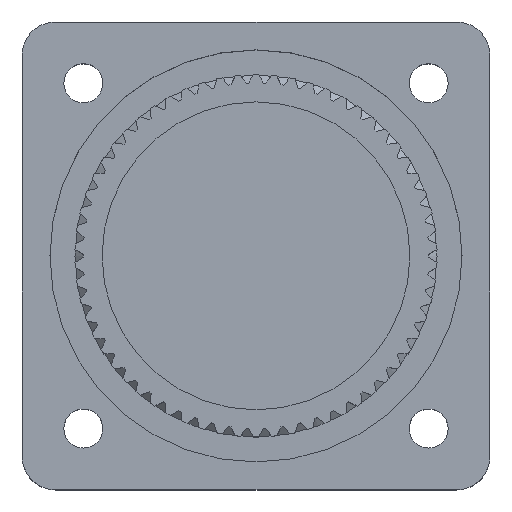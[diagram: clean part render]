
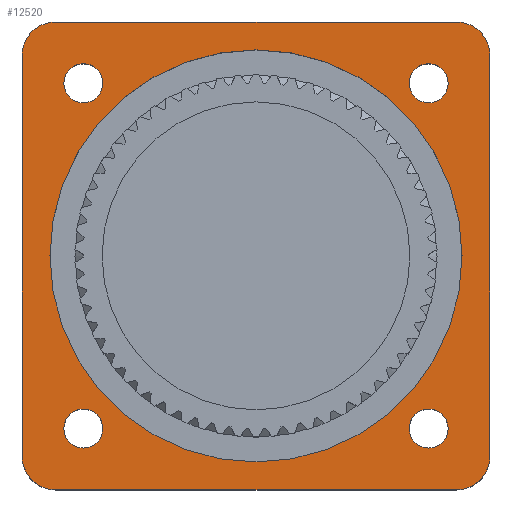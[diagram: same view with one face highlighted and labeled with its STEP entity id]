
A CAD part, top view. The second image highlights one B-rep face of the part: STEP entity #12520.
In plain terms, the highlighted planar face has unit normal (0, 0, 1).
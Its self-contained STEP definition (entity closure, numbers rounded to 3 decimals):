
#241=FACE_BOUND('',#1645,.T.);
#242=FACE_BOUND('',#1646,.T.);
#243=FACE_BOUND('',#1647,.T.);
#244=FACE_BOUND('',#1648,.T.);
#245=FACE_BOUND('',#1649,.T.);
#341=CIRCLE('',#13194,18.5);
#432=CIRCLE('',#13291,1.75);
#434=CIRCLE('',#13294,1.75);
#436=CIRCLE('',#13297,1.75);
#438=CIRCLE('',#13300,1.75);
#440=CIRCLE('',#13303,3.);
#442=CIRCLE('',#13306,3.);
#445=CIRCLE('',#13310,3.);
#447=CIRCLE('',#13313,3.);
#1042=FACE_OUTER_BOUND('',#1644,.T.);
#1644=EDGE_LOOP('',(#11343,#11344,#11345,#11346,#11347,#11348,#11349,#11350));
#1645=EDGE_LOOP('',(#11351));
#1646=EDGE_LOOP('',(#11352));
#1647=EDGE_LOOP('',(#11353));
#1648=EDGE_LOOP('',(#11354));
#1649=EDGE_LOOP('',(#11355));
#3101=LINE('',#20512,#4558);
#3103=LINE('',#20515,#4560);
#3106=LINE('',#20519,#4563);
#3108=LINE('',#20522,#4565);
#4558=VECTOR('',#16329,10.);
#4560=VECTOR('',#16333,10.);
#4563=VECTOR('',#16338,10.);
#4565=VECTOR('',#16342,10.);
#5700=VERTEX_POINT('',#20137);
#5802=VERTEX_POINT('',#20452);
#5804=VERTEX_POINT('',#20458);
#5806=VERTEX_POINT('',#20464);
#5808=VERTEX_POINT('',#20470);
#5810=VERTEX_POINT('',#20476);
#5812=VERTEX_POINT('',#20479);
#5814=VERTEX_POINT('',#20485);
#5816=VERTEX_POINT('',#20488);
#5820=VERTEX_POINT('',#20497);
#5821=VERTEX_POINT('',#20499);
#5824=VERTEX_POINT('',#20506);
#5825=VERTEX_POINT('',#20508);
#7527=EDGE_CURVE('',#5700,#5700,#341,.T.);
#7634=EDGE_CURVE('',#5802,#5802,#432,.T.);
#7637=EDGE_CURVE('',#5804,#5804,#434,.T.);
#7640=EDGE_CURVE('',#5806,#5806,#436,.T.);
#7643=EDGE_CURVE('',#5808,#5808,#438,.T.);
#7647=EDGE_CURVE('',#5812,#5810,#440,.T.);
#7651=EDGE_CURVE('',#5816,#5814,#442,.T.);
#7656=EDGE_CURVE('',#5821,#5820,#445,.T.);
#7660=EDGE_CURVE('',#5825,#5824,#447,.T.);
#7662=EDGE_CURVE('',#5810,#5825,#3101,.T.);
#7664=EDGE_CURVE('',#5814,#5812,#3103,.T.);
#7667=EDGE_CURVE('',#5820,#5816,#3106,.T.);
#7669=EDGE_CURVE('',#5824,#5821,#3108,.T.);
#11343=ORIENTED_EDGE('',*,*,#7660,.T.);
#11344=ORIENTED_EDGE('',*,*,#7669,.T.);
#11345=ORIENTED_EDGE('',*,*,#7656,.T.);
#11346=ORIENTED_EDGE('',*,*,#7667,.T.);
#11347=ORIENTED_EDGE('',*,*,#7651,.T.);
#11348=ORIENTED_EDGE('',*,*,#7664,.T.);
#11349=ORIENTED_EDGE('',*,*,#7647,.T.);
#11350=ORIENTED_EDGE('',*,*,#7662,.T.);
#11351=ORIENTED_EDGE('',*,*,#7527,.T.);
#11352=ORIENTED_EDGE('',*,*,#7634,.T.);
#11353=ORIENTED_EDGE('',*,*,#7643,.T.);
#11354=ORIENTED_EDGE('',*,*,#7637,.T.);
#11355=ORIENTED_EDGE('',*,*,#7640,.T.);
#11927=PLANE('',#13319);
#12520=ADVANCED_FACE('',(#1042,#241,#242,#243,#244,#245),#11927,.T.);
#13194=AXIS2_PLACEMENT_3D('',#20138,#16071,#16072);
#13291=AXIS2_PLACEMENT_3D('',#20453,#16269,#16270);
#13294=AXIS2_PLACEMENT_3D('',#20459,#16276,#16277);
#13297=AXIS2_PLACEMENT_3D('',#20465,#16283,#16284);
#13300=AXIS2_PLACEMENT_3D('',#20471,#16290,#16291);
#13303=AXIS2_PLACEMENT_3D('',#20480,#16298,#16299);
#13306=AXIS2_PLACEMENT_3D('',#20489,#16306,#16307);
#13310=AXIS2_PLACEMENT_3D('',#20500,#16316,#16317);
#13313=AXIS2_PLACEMENT_3D('',#20509,#16324,#16325);
#13319=AXIS2_PLACEMENT_3D('',#20524,#16345,#16346);
#16071=DIRECTION('center_axis',(0.,0.,-1.));
#16072=DIRECTION('ref_axis',(-1.,0.,0.));
#16269=DIRECTION('center_axis',(0.,0.,-1.));
#16270=DIRECTION('ref_axis',(1.,0.,0.));
#16276=DIRECTION('center_axis',(0.,0.,-1.));
#16277=DIRECTION('ref_axis',(1.,0.,0.));
#16283=DIRECTION('center_axis',(0.,0.,-1.));
#16284=DIRECTION('ref_axis',(1.,0.,0.));
#16290=DIRECTION('center_axis',(0.,0.,-1.));
#16291=DIRECTION('ref_axis',(1.,0.,0.));
#16298=DIRECTION('center_axis',(0.,0.,1.));
#16299=DIRECTION('ref_axis',(0.,1.,0.));
#16306=DIRECTION('center_axis',(0.,0.,1.));
#16307=DIRECTION('ref_axis',(1.,0.,0.));
#16316=DIRECTION('center_axis',(0.,0.,1.));
#16317=DIRECTION('ref_axis',(0.,-1.,0.));
#16324=DIRECTION('center_axis',(0.,0.,1.));
#16325=DIRECTION('ref_axis',(0.,-1.,0.));
#16329=DIRECTION('',(0.,-1.,0.));
#16333=DIRECTION('',(-1.,0.,0.));
#16338=DIRECTION('',(0.,1.,0.));
#16342=DIRECTION('',(1.,0.,0.));
#16345=DIRECTION('center_axis',(0.,0.,1.));
#16346=DIRECTION('ref_axis',(1.,0.,0.));
#20137=CARTESIAN_POINT('',(39.5,21.,9.));
#20138=CARTESIAN_POINT('Origin',(21.,21.,9.));
#20452=CARTESIAN_POINT('',(3.75,5.5,9.));
#20453=CARTESIAN_POINT('Origin',(5.5,5.5,9.));
#20458=CARTESIAN_POINT('',(34.75,5.5,9.));
#20459=CARTESIAN_POINT('Origin',(36.5,5.5,9.));
#20464=CARTESIAN_POINT('',(34.75,36.5,9.));
#20465=CARTESIAN_POINT('Origin',(36.5,36.5,9.));
#20470=CARTESIAN_POINT('',(3.75,36.5,9.));
#20471=CARTESIAN_POINT('Origin',(5.5,36.5,9.));
#20476=CARTESIAN_POINT('',(0.,39.,9.));
#20479=CARTESIAN_POINT('',(3.,42.,9.));
#20480=CARTESIAN_POINT('Origin',(3.,39.,9.));
#20485=CARTESIAN_POINT('',(39.,42.,9.));
#20488=CARTESIAN_POINT('',(42.,39.,9.));
#20489=CARTESIAN_POINT('Origin',(39.,39.,9.));
#20497=CARTESIAN_POINT('',(42.,3.,9.));
#20499=CARTESIAN_POINT('',(39.,0.,9.));
#20500=CARTESIAN_POINT('Origin',(39.,3.,9.));
#20506=CARTESIAN_POINT('',(3.,0.,9.));
#20508=CARTESIAN_POINT('',(0.,3.,9.));
#20509=CARTESIAN_POINT('Origin',(3.,3.,9.));
#20512=CARTESIAN_POINT('',(0.,19.881,9.));
#20515=CARTESIAN_POINT('',(22.119,42.,9.));
#20519=CARTESIAN_POINT('',(42.,19.881,9.));
#20522=CARTESIAN_POINT('',(22.119,0.,9.));
#20524=CARTESIAN_POINT('Origin',(21.,21.,9.));
